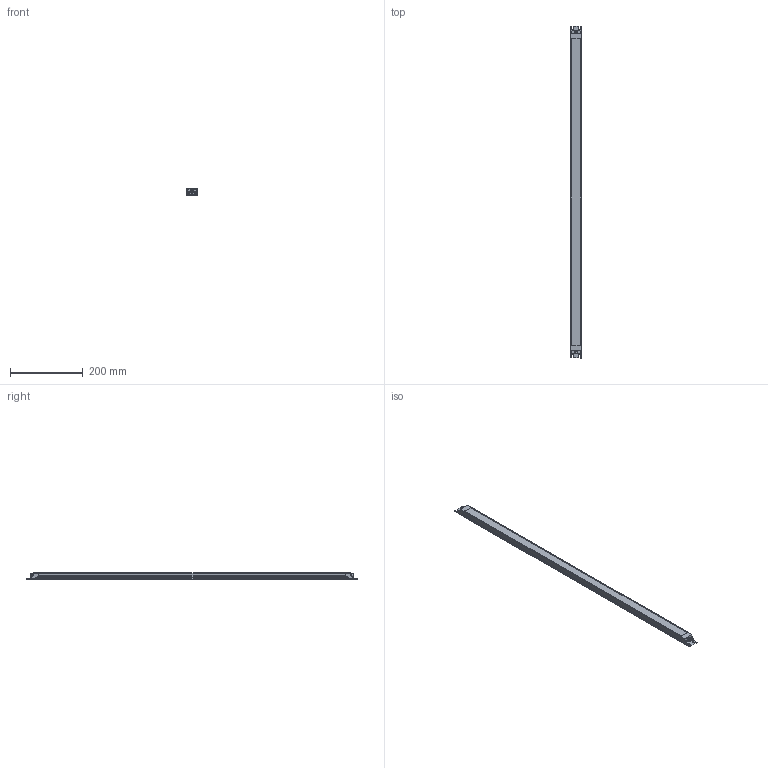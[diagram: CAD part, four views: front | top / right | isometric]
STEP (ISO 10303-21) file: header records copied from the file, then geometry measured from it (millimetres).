
FILE_DESCRIPTION(('CATIA V5 STEP Exchange','CAx-IF Rec.Pracs.--- Model Styling and Organization---1.4--- 2014-01-23'),'2;1');
FILE_NAME ('1483085-1_0', '2022-11-10T08:31:12+00:00', ('none'), ('Weidmueller'), 'CATIA Version 5-6 Release 2016 SP3 HF44', 'CATIA V5 STEP AP214', 'none');
FILE_SCHEMA(('AUTOMOTIVE_DESIGN { 1 0 10303 214 1 1 1 1 }'));
Length unit declared in the file: millimetre
Products named in the file (1): 2900190000
Bounding box: 30 x 915 x 17.5 mm (x, y, z)
Volume: 408523.5 mm3; surface area: 112082.6 mm2
Topology: 5 solids, 5 shells, 630 faces, 1702 edges, 1059 vertices
Faces by surface type: cylinder 284, plane 172, cone 86, sphere 40, bspline 28, torus 20
Entity records: 21264 total; most frequent: CARTESIAN_POINT 6991, ORIENTED_EDGE 3308, DIRECTION 2328, EDGE_CURVE 1654, VERTEX_POINT 1059, AXIS2_PLACEMENT_3D 1045, VECTOR 689, LINE 689
